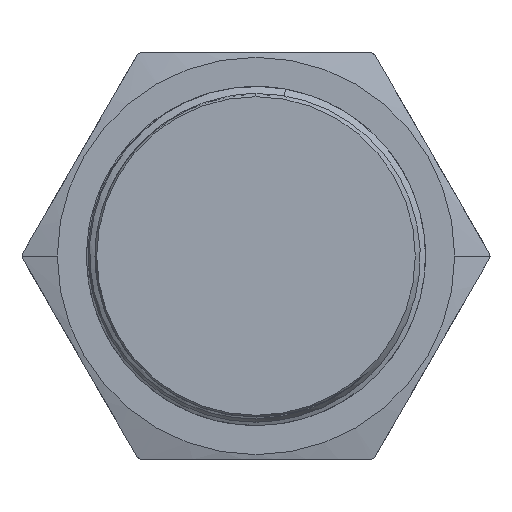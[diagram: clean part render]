
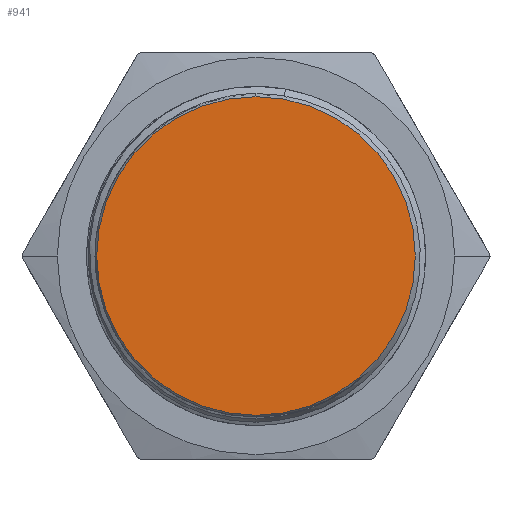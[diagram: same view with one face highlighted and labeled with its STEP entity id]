
A CAD part, front view. The second image highlights one B-rep face of the part: STEP entity #941.
In plain terms, the highlighted planar face has unit normal (0, -1, 0).
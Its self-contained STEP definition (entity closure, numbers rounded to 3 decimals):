
#681=PLANE('',#4983);
#941=ADVANCED_FACE('',(#1337),#681,.F.);
#1337=FACE_OUTER_BOUND('',#1617,.T.);
#1617=EDGE_LOOP('',(#3012,#3013));
#1690=CIRCLE('',#4809,14.1);
#1732=CIRCLE('',#4981,14.1);
#3012=ORIENTED_EDGE('',*,*,#4270,.F.);
#3013=ORIENTED_EDGE('',*,*,#3771,.F.);
#3283=VERTEX_POINT('',#6645);
#3284=VERTEX_POINT('',#6647);
#3771=EDGE_CURVE('',#3283,#3284,#1690,.T.);
#4270=EDGE_CURVE('',#3284,#3283,#1732,.T.);
#4809=AXIS2_PLACEMENT_3D('',#6646,#5262,#5263);
#4981=AXIS2_PLACEMENT_3D('',#21888,#5737,#5738);
#4983=AXIS2_PLACEMENT_3D('',#21890,#5741,#5742);
#5262=DIRECTION('',(0.,1.,0.));
#5263=DIRECTION('',(0.,0.,1.));
#5737=DIRECTION('',(0.,1.,0.));
#5738=DIRECTION('',(0.,0.,-1.));
#5741=DIRECTION('',(0.,1.,0.));
#5742=DIRECTION('',(1.,0.,0.));
#6645=CARTESIAN_POINT('',(0.,0.,14.1));
#6646=CARTESIAN_POINT('',(0.,0.,0.));
#6647=CARTESIAN_POINT('',(0.,0.,-14.1));
#21888=CARTESIAN_POINT('',(0.,0.,0.));
#21890=CARTESIAN_POINT('',(-18.5,0.,-16.075));
